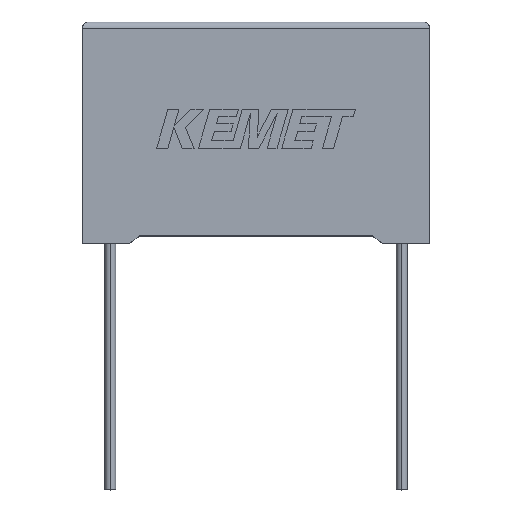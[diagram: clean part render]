
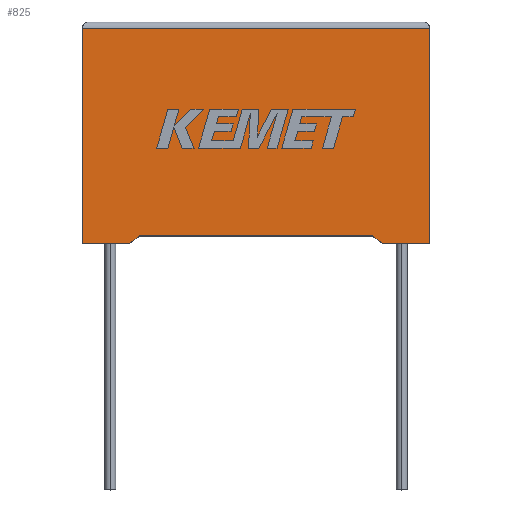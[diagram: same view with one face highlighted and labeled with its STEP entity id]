
A CAD part, top view. The second image highlights one B-rep face of the part: STEP entity #825.
In plain terms, the highlighted planar face has unit normal (0, 0, 1).
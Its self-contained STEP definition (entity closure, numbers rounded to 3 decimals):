
#53 = EDGE_CURVE ( 'NONE', #3025, #2378, #1802, .T. ) ;
#69 = EDGE_CURVE ( 'NONE', #1402, #220, #2759, .T. ) ;
#104 = DIRECTION ( 'NONE',  ( 0., 0., -1. ) ) ;
#159 = ORIENTED_EDGE ( 'NONE', *, *, #614, .T. ) ;
#163 = LINE ( 'NONE', #2126, #1263 ) ;
#220 = VERTEX_POINT ( 'NONE', #944 ) ;
#279 = VECTOR ( 'NONE', #802, 1000. ) ;
#369 = VECTOR ( 'NONE', #2024, 1000. ) ;
#379 = DIRECTION ( 'NONE',  ( -1., 0., 0. ) ) ;
#400 = VERTEX_POINT ( 'NONE', #2711 ) ;
#494 = CARTESIAN_POINT ( 'NONE',  ( 0., 0., 8.7 ) ) ;
#547 = CARTESIAN_POINT ( 'NONE',  ( 0., 0., 8.7 ) ) ;
#589 = ORIENTED_EDGE ( 'NONE', *, *, #53, .T. ) ;
#614 = EDGE_CURVE ( 'NONE', #400, #1873, #3020, .T. ) ;
#699 = ORIENTED_EDGE ( 'NONE', *, *, #2399, .F. ) ;
#752 = EDGE_LOOP ( 'NONE', ( #2590, #1109, #1383, #589, #2534, #699, #2702, #159 ) ) ;
#802 = DIRECTION ( 'NONE',  ( 0., -1., 0. ) ) ;
#825 = ADVANCED_FACE ( 'NONE', ( #2000 ), #2769, .F. ) ;
#855 = EDGE_CURVE ( 'NONE', #1873, #1402, #163, .T. ) ;
#929 = CARTESIAN_POINT ( 'NONE',  ( 23.15, 0., 8.7 ) ) ;
#944 = CARTESIAN_POINT ( 'NONE',  ( 0., 16.6, 8.7 ) ) ;
#1026 = LINE ( 'NONE', #1949, #2115 ) ;
#1028 = VECTOR ( 'NONE', #1036, 1000. ) ;
#1036 = DIRECTION ( 'NONE',  ( -0.784, -0.621, 0. ) ) ;
#1109 = ORIENTED_EDGE ( 'NONE', *, *, #69, .T. ) ;
#1157 = CARTESIAN_POINT ( 'NONE',  ( 22.406, 0.59, 8.7 ) ) ;
#1258 = VECTOR ( 'NONE', #1864, 1000. ) ;
#1263 = VECTOR ( 'NONE', #3019, 1000. ) ;
#1330 = CARTESIAN_POINT ( 'NONE',  ( 0., 0., 8.7 ) ) ;
#1341 = VERTEX_POINT ( 'NONE', #2148 ) ;
#1359 = DIRECTION ( 'NONE',  ( 1., 0., 0. ) ) ;
#1383 = ORIENTED_EDGE ( 'NONE', *, *, #1489, .T. ) ;
#1402 = VERTEX_POINT ( 'NONE', #2222 ) ;
#1489 = EDGE_CURVE ( 'NONE', #220, #3025, #2673, .T. ) ;
#1522 = CARTESIAN_POINT ( 'NONE',  ( 3.65, 0., 8.7 ) ) ;
#1559 = AXIS2_PLACEMENT_3D ( 'NONE', #2242, #104, #379 ) ;
#1570 = VECTOR ( 'NONE', #1652, 1000. ) ;
#1652 = DIRECTION ( 'NONE',  ( 0.784, -0.621, 0. ) ) ;
#1703 = VECTOR ( 'NONE', #1359, 1000. ) ;
#1704 = DIRECTION ( 'NONE',  ( -1., 0., 0. ) ) ;
#1757 = CARTESIAN_POINT ( 'NONE',  ( 3.65, 0., 8.7 ) ) ;
#1802 = LINE ( 'NONE', #1330, #1703 ) ;
#1864 = DIRECTION ( 'NONE',  ( 1., 0., 0. ) ) ;
#1873 = VERTEX_POINT ( 'NONE', #2767 ) ;
#1949 = CARTESIAN_POINT ( 'NONE',  ( 13.4, 0.59, 8.7 ) ) ;
#2000 = FACE_OUTER_BOUND ( 'NONE', #752, .T. ) ;
#2018 = EDGE_CURVE ( 'NONE', #1341, #2378, #2205, .T. ) ;
#2024 = DIRECTION ( 'NONE',  ( -1., 0., 0. ) ) ;
#2115 = VECTOR ( 'NONE', #1704, 1000. ) ;
#2126 = CARTESIAN_POINT ( 'NONE',  ( 26.8, 0., 8.7 ) ) ;
#2148 = CARTESIAN_POINT ( 'NONE',  ( 4.394, 0.59, 8.7 ) ) ;
#2205 = LINE ( 'NONE', #1757, #1028 ) ;
#2222 = CARTESIAN_POINT ( 'NONE',  ( 26.8, 16.6, 8.7 ) ) ;
#2242 = CARTESIAN_POINT ( 'NONE',  ( 0., 0., 8.7 ) ) ;
#2250 = CARTESIAN_POINT ( 'NONE',  ( 0., 16.6, 8.7 ) ) ;
#2332 = LINE ( 'NONE', #929, #1570 ) ;
#2378 = VERTEX_POINT ( 'NONE', #1522 ) ;
#2399 = EDGE_CURVE ( 'NONE', #2687, #1341, #1026, .T. ) ;
#2534 = ORIENTED_EDGE ( 'NONE', *, *, #2018, .F. ) ;
#2590 = ORIENTED_EDGE ( 'NONE', *, *, #855, .T. ) ;
#2673 = LINE ( 'NONE', #547, #279 ) ;
#2687 = VERTEX_POINT ( 'NONE', #1157 ) ;
#2702 = ORIENTED_EDGE ( 'NONE', *, *, #2941, .T. ) ;
#2711 = CARTESIAN_POINT ( 'NONE',  ( 23.15, 0., 8.7 ) ) ;
#2759 = LINE ( 'NONE', #2250, #369 ) ;
#2767 = CARTESIAN_POINT ( 'NONE',  ( 26.8, 0., 8.7 ) ) ;
#2769 = PLANE ( 'NONE',  #1559 ) ;
#2829 = CARTESIAN_POINT ( 'NONE',  ( 0., 0., 8.7 ) ) ;
#2941 = EDGE_CURVE ( 'NONE', #2687, #400, #2332, .T. ) ;
#3019 = DIRECTION ( 'NONE',  ( 0., 1., 0. ) ) ;
#3020 = LINE ( 'NONE', #2829, #1258 ) ;
#3025 = VERTEX_POINT ( 'NONE', #494 ) ;
